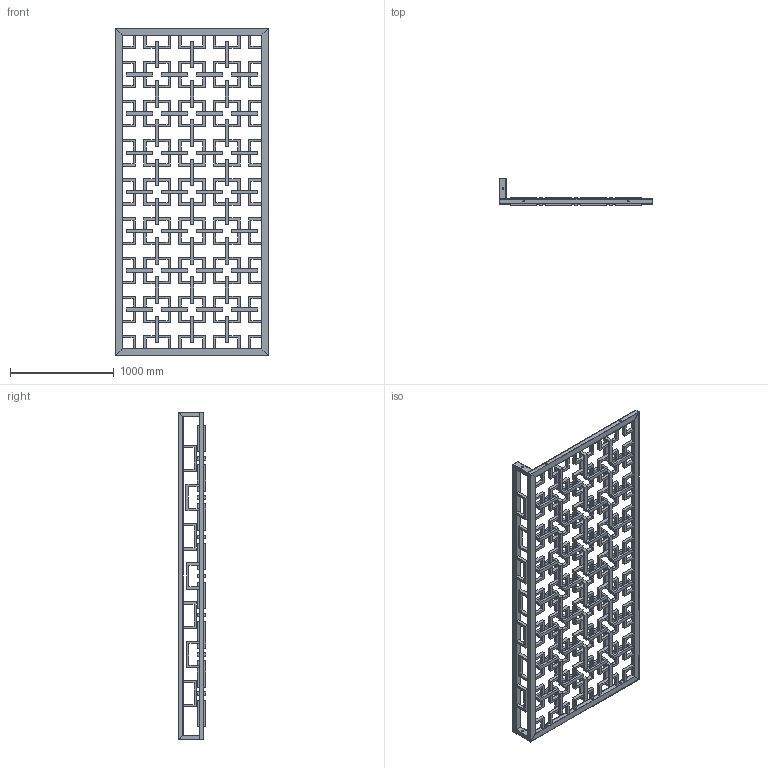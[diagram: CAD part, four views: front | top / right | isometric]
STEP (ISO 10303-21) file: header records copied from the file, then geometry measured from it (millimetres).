
FILE_DESCRIPTION(('FreeCAD Model'),'2;1');
FILE_NAME('Open CASCADE Shape Model','2025-04-26T00:09:16',('FreeCAD'),( 'FreeCAD'),'Open CASCADE STEP processor 7.6','FreeCAD','Unknown');
FILE_SCHEMA(('AUTOMOTIVE_DESIGN { 1 0 10303 214 1 1 1 1 }'));
Length unit declared in the file: millimetre
Products named in the file (1): Open CASCADE STEP translator 7.6 1
Bounding box: 1475.31 x 260.68 x 3150.3 mm (x, y, z)
Volume: 55184389.6 mm3; surface area: 12239463.8 mm2
Topology: 111 solids, 111 shells, 1142 faces, 2760 edges, 1840 vertices
Faces by surface type: bspline 1142
Entity records: 30374 total; most frequent: CARTESIAN_POINT 12409, ORIENTED_EDGE 5520, EDGE_CURVE 2760, B_SPLINE_CURVE_WITH_KNOTS 2680, VERTEX_POINT 1840, FACE_BOUND 1342, EDGE_LOOP 1342, ADVANCED_FACE 1142
